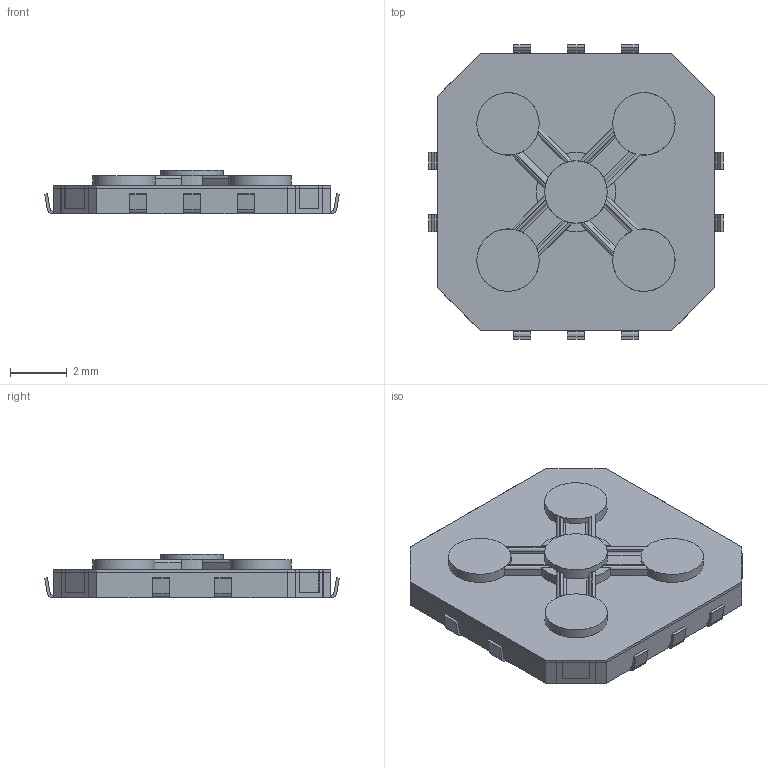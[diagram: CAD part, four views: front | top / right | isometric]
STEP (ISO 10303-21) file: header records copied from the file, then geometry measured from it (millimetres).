
FILE_DESCRIPTION((''),'2;1');
FILE_NAME('JS1300AQ.stp','2011-03-21T07:37:25',('blarson'),(''),'Autodesk Inventor 11','Autodesk Inventor 11','');
FILE_SCHEMA(('AUTOMOTIVE_DESIGN { 1 0 10303 214 1 1 1 1 }'));
Length unit declared in the file: millimetre
Products named in the file (4): N211123; ETT5-VBASE; ETT5-VTOP; ETT5-V TERMINAL
Assembly tree (12 placements, depth 2):
  N211123
    ETT5-VBASE
    ETT5-VTOP
    ETT5-V TERMINAL  x10
Bounding box: 10.4 x 10.4 x 1.55 mm (x, y, z)
Volume: 101.2 mm3; surface area: 392.3 mm2
Topology: 12 solids, 12 shells, 290 faces, 802 edges, 529 vertices
Faces by surface type: plane 205, cylinder 69, bspline 16
Full cylindrical faces by diameter (mm): 2.2 x1
Entity records: 6834 total; most frequent: CARTESIAN_POINT 1684, ORIENTED_EDGE 1116, DIRECTION 945, EDGE_CURVE 558, VECTOR 441, LINE 441, VERTEX_POINT 367, AXIS2_PLACEMENT_3D 252
